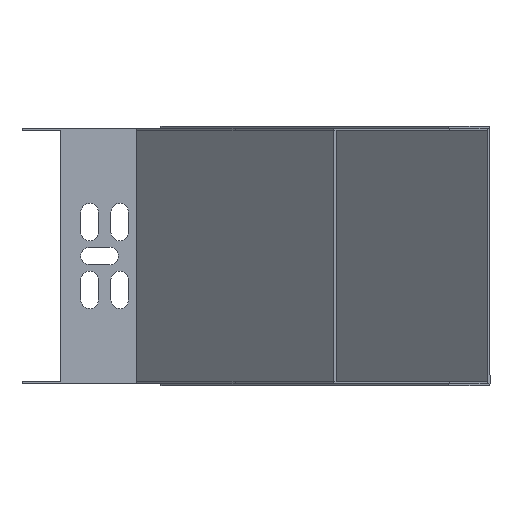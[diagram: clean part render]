
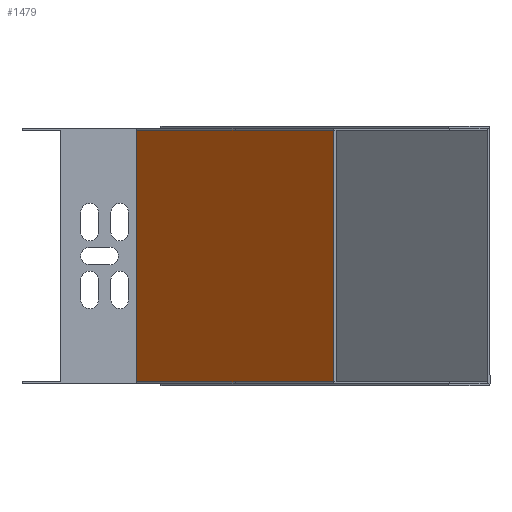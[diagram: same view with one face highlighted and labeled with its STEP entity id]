
A CAD part, front view. The second image highlights one B-rep face of the part: STEP entity #1479.
In plain terms, the highlighted planar face has unit normal (-0.707, -0.707, 0).
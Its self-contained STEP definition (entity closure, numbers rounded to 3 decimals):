
#689 = EDGE_LOOP ( 'NONE', ( #5422, #5427, #5445, #5447, #5452, #5466 ) ) ;
#725 = CARTESIAN_POINT ( 'NONE',  ( 14.837, -66.013, 70.829 ) ) ;
#742 = CARTESIAN_POINT ( 'NONE',  ( -50.864, -0.315, 170.829 ) ) ;
#853 = EDGE_CURVE ( 'NONE', #3683, #5185, #1489, .T. ) ;
#919 = CARTESIAN_POINT ( 'NONE',  ( -11.442, -39.734, 70.829 ) ) ;
#984 = CARTESIAN_POINT ( 'NONE',  ( 27.975, -79.154, 170.829 ) ) ;
#1333 = B_SPLINE_CURVE_WITH_KNOTS ( 'NONE', 3,
 ( #2002, #3217, #725, #3613 ),
 .UNSPECIFIED., .F., .F.,
 ( 4, 4 ),
 ( 0., 1. ),
 .UNSPECIFIED. ) ;
#1474 = VECTOR ( 'NONE', #4869, 1000. ) ;
#1479 = ADVANCED_FACE ( 'NONE', ( #5477 ), #5207, .T. ) ;
#1489 = LINE ( 'NONE', #4809, #1474 ) ;
#1909 = CARTESIAN_POINT ( 'NONE',  ( -50.861, -0.317, 70.829 ) ) ;
#1973 = EDGE_CURVE ( 'NONE', #2607, #3894, #2843, .T. ) ;
#2002 = CARTESIAN_POINT ( 'NONE',  ( -11.442, -39.734, 70.829 ) ) ;
#2097 = CARTESIAN_POINT ( 'NONE',  ( -11.442, -39.734, 170.829 ) ) ;
#2102 = CARTESIAN_POINT ( 'NONE',  ( -24.582, -26.596, 170.829 ) ) ;
#2122 = B_SPLINE_CURVE_WITH_KNOTS ( 'NONE', 3,
 ( #2170, #2219, #2102, #2097 ),
 .UNSPECIFIED., .F., .F.,
 ( 4, 4 ),
 ( 0., 1. ),
 .UNSPECIFIED. ) ;
#2170 = CARTESIAN_POINT ( 'NONE',  ( -50.864, -0.315, 170.829 ) ) ;
#2219 = CARTESIAN_POINT ( 'NONE',  ( -37.722, -13.457, 170.829 ) ) ;
#2247 = EDGE_CURVE ( 'NONE', #5287, #2607, #4613, .T. ) ;
#2270 = VERTEX_POINT ( 'NONE', #2966 ) ;
#2607 = VERTEX_POINT ( 'NONE', #1909 ) ;
#2843 = B_SPLINE_CURVE_WITH_KNOTS ( 'NONE', 3,
 ( #3676, #3733, #3820, #3666 ),
 .UNSPECIFIED., .F., .F.,
 ( 4, 4 ),
 ( 0., 1. ),
 .UNSPECIFIED. ) ;
#2966 = CARTESIAN_POINT ( 'NONE',  ( -11.442, -39.734, 170.829 ) ) ;
#2990 = DIRECTION ( 'NONE',  ( 0., 0., -1. ) ) ;
#3015 = CARTESIAN_POINT ( 'NONE',  ( -50.86, -0.316, 170.829 ) ) ;
#3217 = CARTESIAN_POINT ( 'NONE',  ( 1.698, -52.874, 70.829 ) ) ;
#3613 = CARTESIAN_POINT ( 'NONE',  ( 27.978, -79.156, 70.829 ) ) ;
#3635 = EDGE_CURVE ( 'NONE', #3894, #3683, #1333, .T. ) ;
#3666 = CARTESIAN_POINT ( 'NONE',  ( -11.442, -39.734, 70.829 ) ) ;
#3669 = AXIS2_PLACEMENT_3D ( 'NONE', #5213, #5188, #5182 ) ;
#3676 = CARTESIAN_POINT ( 'NONE',  ( -50.861, -0.317, 70.829 ) ) ;
#3683 = VERTEX_POINT ( 'NONE', #5147 ) ;
#3733 = CARTESIAN_POINT ( 'NONE',  ( -37.721, -13.455, 70.829 ) ) ;
#3820 = CARTESIAN_POINT ( 'NONE',  ( -24.581, -26.595, 70.829 ) ) ;
#3894 = VERTEX_POINT ( 'NONE', #919 ) ;
#3964 = B_SPLINE_CURVE_WITH_KNOTS ( 'NONE', 3,
 ( #4091, #4108, #4075, #4070 ),
 .UNSPECIFIED., .F., .F.,
 ( 4, 4 ),
 ( 0., 1. ),
 .UNSPECIFIED. ) ;
#4070 = CARTESIAN_POINT ( 'NONE',  ( -11.442, -39.734, 170.829 ) ) ;
#4075 = CARTESIAN_POINT ( 'NONE',  ( 1.698, -52.874, 170.829 ) ) ;
#4091 = CARTESIAN_POINT ( 'NONE',  ( 27.975, -79.154, 170.829 ) ) ;
#4108 = CARTESIAN_POINT ( 'NONE',  ( 14.837, -66.013, 170.829 ) ) ;
#4213 = EDGE_CURVE ( 'NONE', #5185, #2270, #3964, .T. ) ;
#4609 = VECTOR ( 'NONE', #2990, 1000. ) ;
#4613 = LINE ( 'NONE', #3015, #4609 ) ;
#4706 = EDGE_CURVE ( 'NONE', #5287, #2270, #2122, .T. ) ;
#4809 = CARTESIAN_POINT ( 'NONE',  ( 27.976, -79.153, 170.829 ) ) ;
#4869 = DIRECTION ( 'NONE',  ( 0., 0., 1. ) ) ;
#5147 = CARTESIAN_POINT ( 'NONE',  ( 27.978, -79.156, 70.829 ) ) ;
#5182 = DIRECTION ( 'NONE',  ( 0.707, -0.707, 0. ) ) ;
#5185 = VERTEX_POINT ( 'NONE', #984 ) ;
#5188 = DIRECTION ( 'NONE',  ( -0.707, -0.707, 0. ) ) ;
#5207 = PLANE ( 'NONE',  #3669 ) ;
#5213 = CARTESIAN_POINT ( 'NONE',  ( 27.979, -79.156, 170.829 ) ) ;
#5287 = VERTEX_POINT ( 'NONE', #742 ) ;
#5422 = ORIENTED_EDGE ( 'NONE', *, *, #2247, .T. ) ;
#5427 = ORIENTED_EDGE ( 'NONE', *, *, #1973, .T. ) ;
#5445 = ORIENTED_EDGE ( 'NONE', *, *, #3635, .T. ) ;
#5447 = ORIENTED_EDGE ( 'NONE', *, *, #853, .T. ) ;
#5452 = ORIENTED_EDGE ( 'NONE', *, *, #4213, .T. ) ;
#5466 = ORIENTED_EDGE ( 'NONE', *, *, #4706, .F. ) ;
#5477 = FACE_OUTER_BOUND ( 'NONE', #689, .T. ) ;
